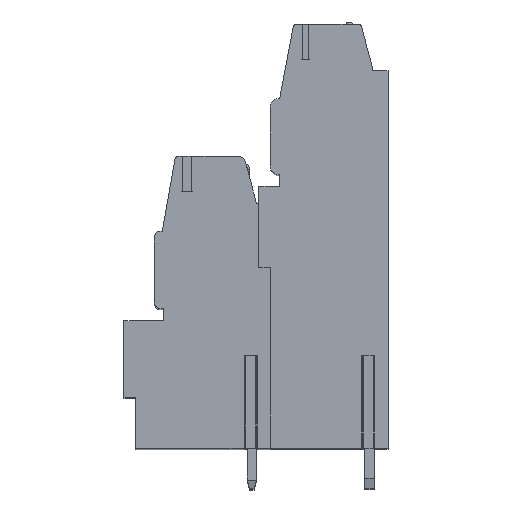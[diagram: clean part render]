
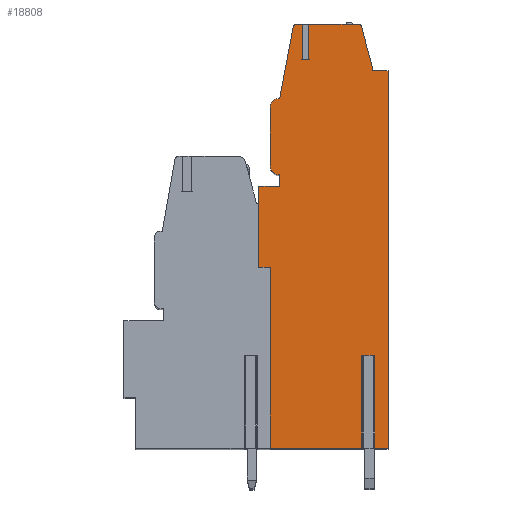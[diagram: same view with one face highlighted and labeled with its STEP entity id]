
A CAD part, top view. The second image highlights one B-rep face of the part: STEP entity #18808.
In plain terms, the highlighted planar face has unit normal (0, 0, 1).
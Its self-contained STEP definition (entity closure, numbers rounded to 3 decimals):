
#13=DIRECTION('',(0.,1.,0.));
#14=VECTOR('',#13,15.6);
#15=CARTESIAN_POINT('',(1.,-19.1,63.5));
#16=LINE('',#15,#14);
#17=DIRECTION('',(1.,0.,0.));
#18=VECTOR('',#17,1.);
#19=CARTESIAN_POINT('',(0.,-3.5,63.5));
#20=LINE('',#19,#18);
#21=DIRECTION('',(-1.,0.,0.));
#22=VECTOR('',#21,1.8);
#23=CARTESIAN_POINT('',(1.8,3.5,63.5));
#24=LINE('',#23,#22);
#25=DIRECTION('',(0.,-1.,0.));
#26=VECTOR('',#25,1.);
#27=CARTESIAN_POINT('',(1.8,4.5,63.5));
#28=LINE('',#27,#26);
#29=CARTESIAN_POINT('',(1.8,5.3,63.5));
#30=DIRECTION('',(0.,0.,1.));
#31=DIRECTION('',(-1.,0.,0.));
#32=AXIS2_PLACEMENT_3D('',#29,#30,#31);
#34=DIRECTION('',(0.,-1.,0.));
#35=VECTOR('',#34,5.);
#36=CARTESIAN_POINT('',(1.,10.3,63.5));
#37=LINE('',#36,#35);
#38=CARTESIAN_POINT('',(1.8,10.3,63.5));
#39=DIRECTION('',(0.,0.,1.));
#40=DIRECTION('',(0.,1.,0.));
#41=AXIS2_PLACEMENT_3D('',#38,#39,#40);
#43=DIRECTION('',(-0.186,-0.983,0.));
#44=VECTOR('',#43,6.265);
#45=CARTESIAN_POINT('',(2.964,17.256,63.5));
#46=LINE('',#45,#44);
#47=CARTESIAN_POINT('',(3.259,17.2,63.5));
#48=DIRECTION('',(0.,0.,1.));
#49=DIRECTION('',(0.,1.,0.));
#50=AXIS2_PLACEMENT_3D('',#47,#48,#49);
#52=DIRECTION('',(-1.,0.,0.));
#53=VECTOR('',#52,0.551);
#54=CARTESIAN_POINT('',(3.81,17.5,63.5));
#55=LINE('',#54,#53);
#56=DIRECTION('',(0.,-1.,0.));
#57=VECTOR('',#56,3.05);
#58=CARTESIAN_POINT('',(3.81,17.5,63.5));
#59=LINE('',#58,#57);
#60=DIRECTION('',(1.,0.,0.));
#61=VECTOR('',#60,0.5);
#62=CARTESIAN_POINT('',(3.81,14.45,63.5));
#63=LINE('',#62,#61);
#64=DIRECTION('',(0.,-1.,0.));
#65=VECTOR('',#64,3.05);
#66=CARTESIAN_POINT('',(4.31,17.5,63.5));
#67=LINE('',#66,#65);
#68=DIRECTION('',(-1.,0.,0.));
#69=VECTOR('',#68,4.27);
#70=CARTESIAN_POINT('',(8.58,17.5,63.5));
#71=LINE('',#70,#69);
#72=CARTESIAN_POINT('',(8.58,17.2,63.5));
#73=DIRECTION('',(0.,0.,1.));
#74=DIRECTION('',(0.965,0.261,0.));
#75=AXIS2_PLACEMENT_3D('',#72,#73,#74);
#77=DIRECTION('',(-0.261,0.965,0.));
#78=VECTOR('',#77,3.539);
#79=CARTESIAN_POINT('',(9.792,13.861,63.5));
#80=LINE('',#79,#78);
#81=DIRECTION('',(-0.035,0.999,0.));
#82=VECTOR('',#81,0.361);
#83=CARTESIAN_POINT('',(9.805,13.5,63.5));
#84=LINE('',#83,#82);
#85=DIRECTION('',(-1.,0.,0.));
#86=VECTOR('',#85,1.355);
#87=CARTESIAN_POINT('',(11.16,13.5,63.5));
#88=LINE('',#87,#86);
#89=DIRECTION('',(0.,1.,0.));
#90=VECTOR('',#89,32.6);
#91=CARTESIAN_POINT('',(11.16,-19.1,63.5));
#92=LINE('',#91,#90);
#93=DIRECTION('',(1.,0.,0.));
#94=VECTOR('',#93,1.39);
#95=CARTESIAN_POINT('',(9.77,-19.1,63.5));
#96=LINE('',#95,#94);
#97=DIRECTION('',(0.,1.,0.));
#98=VECTOR('',#97,8.);
#99=CARTESIAN_POINT('',(9.77,-19.1,63.5));
#100=LINE('',#99,#98);
#101=DIRECTION('',(-1.,0.,0.));
#102=VECTOR('',#101,0.62);
#103=CARTESIAN_POINT('',(9.77,-11.1,63.5));
#104=LINE('',#103,#102);
#105=DIRECTION('',(0.,1.,0.));
#106=VECTOR('',#105,8.);
#107=CARTESIAN_POINT('',(9.15,-19.1,63.5));
#108=LINE('',#107,#106);
#109=DIRECTION('',(1.,0.,0.));
#110=VECTOR('',#109,8.15);
#111=CARTESIAN_POINT('',(1.,-19.1,63.5));
#112=LINE('',#111,#110);
#281=DIRECTION('',(0.,-1.,0.));
#282=VECTOR('',#281,7.);
#283=CARTESIAN_POINT('',(0.,3.5,63.5));
#284=LINE('',#283,#282);
#14754=CARTESIAN_POINT('',(11.16,-19.1,63.5));
#14755=CARTESIAN_POINT('',(11.16,13.5,63.5));
#14756=VERTEX_POINT('',#14754);
#14757=VERTEX_POINT('',#14755);
#14758=CARTESIAN_POINT('',(9.805,13.5,63.5));
#14759=VERTEX_POINT('',#14758);
#14760=CARTESIAN_POINT('',(9.792,13.861,63.5));
#14761=VERTEX_POINT('',#14760);
#14762=CARTESIAN_POINT('',(8.87,17.278,63.5));
#14763=VERTEX_POINT('',#14762);
#14764=CARTESIAN_POINT('',(8.58,17.5,63.5));
#14765=VERTEX_POINT('',#14764);
#14766=CARTESIAN_POINT('',(3.259,17.5,63.5));
#14767=CARTESIAN_POINT('',(2.964,17.256,63.5));
#14768=VERTEX_POINT('',#14766);
#14769=VERTEX_POINT('',#14767);
#14770=CARTESIAN_POINT('',(1.8,11.1,63.5));
#14771=VERTEX_POINT('',#14770);
#14772=CARTESIAN_POINT('',(1.,10.3,63.5));
#14773=VERTEX_POINT('',#14772);
#14774=CARTESIAN_POINT('',(1.,5.3,63.5));
#14775=VERTEX_POINT('',#14774);
#14776=CARTESIAN_POINT('',(1.8,4.5,63.5));
#14777=VERTEX_POINT('',#14776);
#14778=CARTESIAN_POINT('',(1.8,3.5,63.5));
#14779=VERTEX_POINT('',#14778);
#14780=CARTESIAN_POINT('',(0.,3.5,63.5));
#14781=VERTEX_POINT('',#14780);
#14866=CARTESIAN_POINT('',(9.77,-11.1,63.5));
#14867=CARTESIAN_POINT('',(9.15,-11.1,63.5));
#14868=VERTEX_POINT('',#14866);
#14869=VERTEX_POINT('',#14867);
#14870=CARTESIAN_POINT('',(9.77,-19.1,63.5));
#14871=VERTEX_POINT('',#14870);
#14872=CARTESIAN_POINT('',(9.15,-19.1,63.5));
#14873=VERTEX_POINT('',#14872);
#14874=CARTESIAN_POINT('',(1.,-19.1,63.5));
#14875=VERTEX_POINT('',#14874);
#14912=CARTESIAN_POINT('',(3.81,14.45,63.5));
#14913=CARTESIAN_POINT('',(4.31,14.45,63.5));
#14914=VERTEX_POINT('',#14912);
#14915=VERTEX_POINT('',#14913);
#14916=CARTESIAN_POINT('',(3.81,17.5,63.5));
#14917=VERTEX_POINT('',#14916);
#14922=CARTESIAN_POINT('',(4.31,17.5,63.5));
#14923=VERTEX_POINT('',#14922);
#18467=CARTESIAN_POINT('',(1.,-3.5,63.5));
#18468=VERTEX_POINT('',#18467);
#18469=CARTESIAN_POINT('',(0.,-3.5,63.5));
#18470=VERTEX_POINT('',#18469);
#18751=CARTESIAN_POINT('',(0.,0.,63.5));
#18752=DIRECTION('',(0.,0.,1.));
#18753=DIRECTION('',(1.,0.,0.));
#18754=AXIS2_PLACEMENT_3D('',#18751,#18752,#18753);
#18755=PLANE('',#18754);
#18757=ORIENTED_EDGE('',*,*,#18756,.T.);
#18759=ORIENTED_EDGE('',*,*,#18758,.F.);
#18761=ORIENTED_EDGE('',*,*,#18760,.F.);
#18763=ORIENTED_EDGE('',*,*,#18762,.F.);
#18765=ORIENTED_EDGE('',*,*,#18764,.F.);
#18767=ORIENTED_EDGE('',*,*,#18766,.F.);
#18769=ORIENTED_EDGE('',*,*,#18768,.F.);
#18771=ORIENTED_EDGE('',*,*,#18770,.F.);
#18773=ORIENTED_EDGE('',*,*,#18772,.F.);
#18775=ORIENTED_EDGE('',*,*,#18774,.F.);
#18777=ORIENTED_EDGE('',*,*,#18776,.F.);
#18779=ORIENTED_EDGE('',*,*,#18778,.T.);
#18781=ORIENTED_EDGE('',*,*,#18780,.T.);
#18783=ORIENTED_EDGE('',*,*,#18782,.F.);
#18785=ORIENTED_EDGE('',*,*,#18784,.F.);
#18787=ORIENTED_EDGE('',*,*,#18786,.F.);
#18789=ORIENTED_EDGE('',*,*,#18788,.F.);
#18791=ORIENTED_EDGE('',*,*,#18790,.F.);
#18793=ORIENTED_EDGE('',*,*,#18792,.F.);
#18795=ORIENTED_EDGE('',*,*,#18794,.F.);
#18797=ORIENTED_EDGE('',*,*,#18796,.F.);
#18799=ORIENTED_EDGE('',*,*,#18798,.T.);
#18801=ORIENTED_EDGE('',*,*,#18800,.T.);
#18803=ORIENTED_EDGE('',*,*,#18802,.F.);
#18805=ORIENTED_EDGE('',*,*,#18804,.F.);
#18806=EDGE_LOOP('',(#18757,#18759,#18761,#18763,#18765,#18767,#18769,#18771,
#18773,#18775,#18777,#18779,#18781,#18783,#18785,#18787,#18789,#18791,#18793,
#18795,#18797,#18799,#18801,#18803,#18805));
#18807=FACE_OUTER_BOUND('',#18806,.F.);
#33=CIRCLE('',#32,0.8);
#42=CIRCLE('',#41,0.8);
#51=CIRCLE('',#50,0.3);
#76=CIRCLE('',#75,0.3);
#18756=EDGE_CURVE('',#14875,#18468,#16,.T.);
#18758=EDGE_CURVE('',#18470,#18468,#20,.T.);
#18760=EDGE_CURVE('',#14781,#18470,#284,.T.);
#18762=EDGE_CURVE('',#14779,#14781,#24,.T.);
#18764=EDGE_CURVE('',#14777,#14779,#28,.T.);
#18766=EDGE_CURVE('',#14775,#14777,#33,.T.);
#18768=EDGE_CURVE('',#14773,#14775,#37,.T.);
#18770=EDGE_CURVE('',#14771,#14773,#42,.T.);
#18772=EDGE_CURVE('',#14769,#14771,#46,.T.);
#18774=EDGE_CURVE('',#14768,#14769,#51,.T.);
#18776=EDGE_CURVE('',#14917,#14768,#55,.T.);
#18778=EDGE_CURVE('',#14917,#14914,#59,.T.);
#18780=EDGE_CURVE('',#14914,#14915,#63,.T.);
#18782=EDGE_CURVE('',#14923,#14915,#67,.T.);
#18784=EDGE_CURVE('',#14765,#14923,#71,.T.);
#18786=EDGE_CURVE('',#14763,#14765,#76,.T.);
#18788=EDGE_CURVE('',#14761,#14763,#80,.T.);
#18790=EDGE_CURVE('',#14759,#14761,#84,.T.);
#18792=EDGE_CURVE('',#14757,#14759,#88,.T.);
#18794=EDGE_CURVE('',#14756,#14757,#92,.T.);
#18796=EDGE_CURVE('',#14871,#14756,#96,.T.);
#18798=EDGE_CURVE('',#14871,#14868,#100,.T.);
#18800=EDGE_CURVE('',#14868,#14869,#104,.T.);
#18802=EDGE_CURVE('',#14873,#14869,#108,.T.);
#18804=EDGE_CURVE('',#14875,#14873,#112,.T.);
#18808=ADVANCED_FACE('',(#18807),#18755,.T.);
